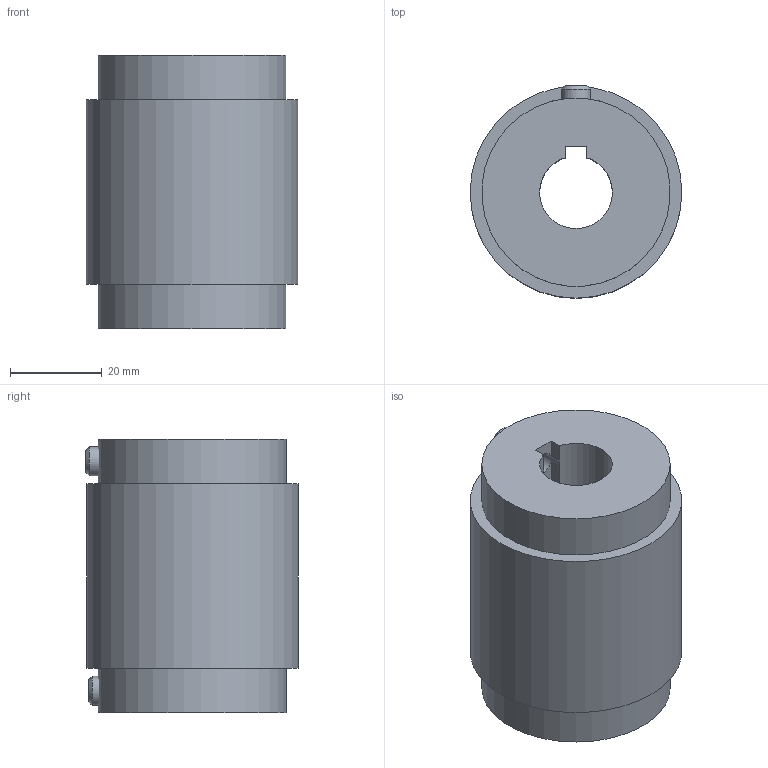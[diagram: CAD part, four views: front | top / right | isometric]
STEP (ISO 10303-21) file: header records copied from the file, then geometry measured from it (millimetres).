
FILE_DESCRIPTION(/* description */ ('Model 304 flexible coupling assembly. 1/29/2014'),/* implementation_level */ '2;1');
FILE_NAME(/* name */ '304.stp',/* time_stamp */ '2014-01-29T10:37:48-05:00',/* author */ ('GL'),/* organization */ ('Conveyor Components Company, Division of Material Control, Inc.'),/* preprocessor_version */ 'ST-DEVELOPER v15.2',/* originating_system */ 'Autodesk Inventor 2014',/* authorisation */ 'GL');
FILE_SCHEMA (('AUTOMOTIVE_DESIGN { 1 0 10303 214 3 1 1 }'));
Length unit declared in the file: inch
Products named in the file (4): 304 sleeve; 304 hub; 304 set screw; 304
Bounding box: 46.23 x 46.41 x 59.69 mm (x, y, z)
Volume: 76714.7 mm3; surface area: 31709.9 mm2
Topology: 5 solids, 5 shells, 279 faces, 735 edges, 464 vertices
Faces by surface type: plane 166, cylinder 81, cone 32
Full cylindrical faces by diameter (mm): 4.978 x2, 6.35 x2, 41.148 x2, 46.228 x1
Entity records: 5211 total; most frequent: CARTESIAN_POINT 976, DIRECTION 900, ORIENTED_EDGE 860, EDGE_CURVE 430, AXIS2_PLACEMENT_3D 324, VERTEX_POINT 278, LINE 252, VECTOR 252
